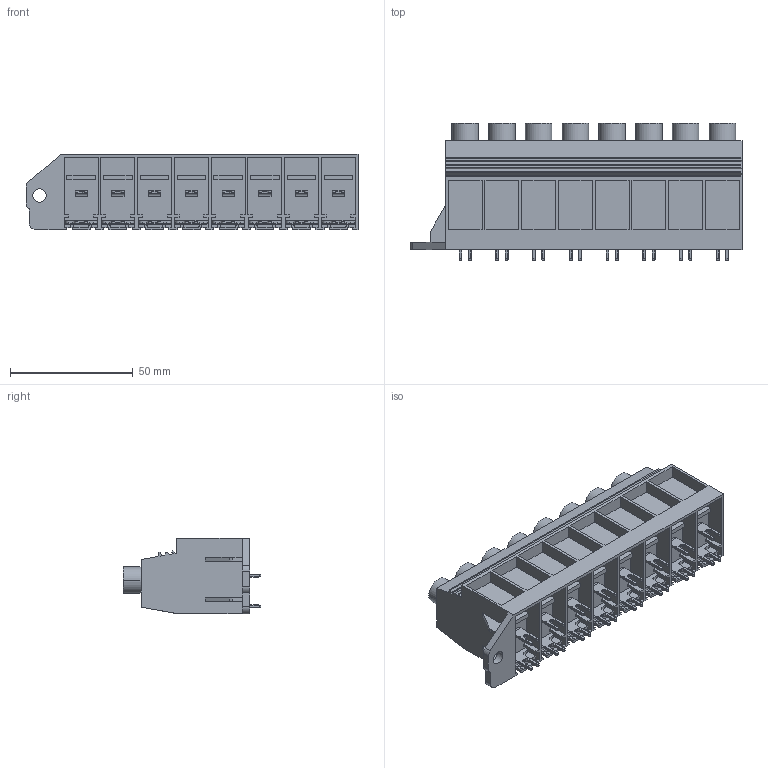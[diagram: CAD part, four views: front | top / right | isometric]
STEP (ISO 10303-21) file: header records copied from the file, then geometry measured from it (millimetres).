
FILE_DESCRIPTION(('CATIA V5 STEP Exchange','CAx-IF Rec.Pracs.--- Model Styling and Organization---1.2---2011-12-15'),'2;1');
FILE_NAME ('D1451668_0_1386780000_1386780000.stp','2016-10-04T11:09:17+00:00',('none'),('Weidmueller'),'CATIA Version 5-6 Release 2014','CATIA V5 STEP AP214','none');
FILE_SCHEMA(('AUTOMOTIVE_DESIGN { 1 0 10303 214 1 1 1 1 }'));
Length unit declared in the file: millimetre
Products named in the file (1): 1386780000_S
Bounding box: 135.5 x 56 x 31 mm (x, y, z)
Volume: 119042.1 mm3; surface area: 39941.7 mm2
Topology: 25 solids, 25 shells, 1476 faces, 4155 edges, 2761 vertices
Faces by surface type: plane 1011, cylinder 463, extrusion 2
Entity records: 44258 total; most frequent: CARTESIAN_POINT 9818, ORIENTED_EDGE 8310, DIRECTION 5225, EDGE_CURVE 4155, VECTOR 3061, LINE 3059, VERTEX_POINT 2761, EDGE_LOOP 1510
